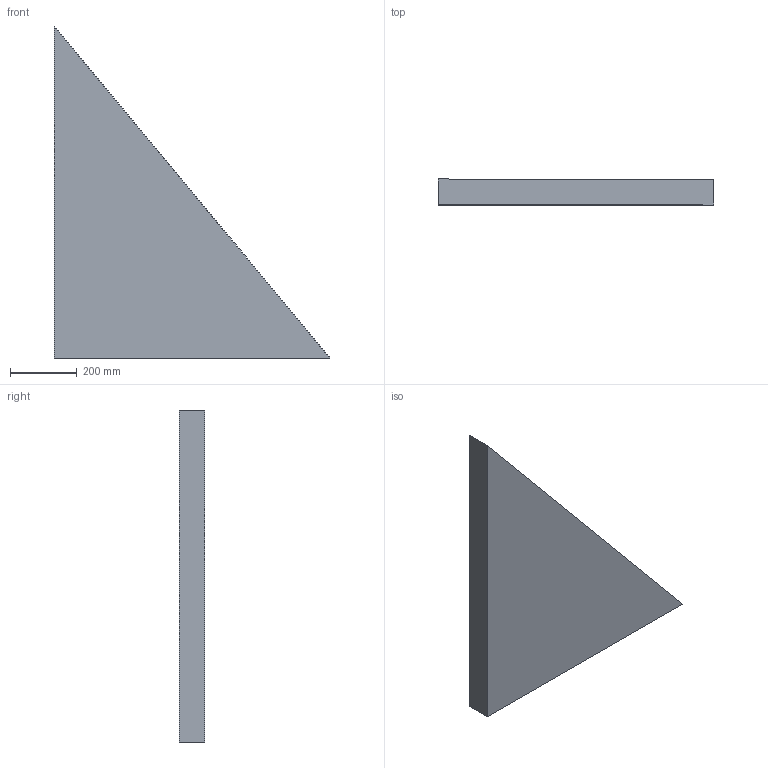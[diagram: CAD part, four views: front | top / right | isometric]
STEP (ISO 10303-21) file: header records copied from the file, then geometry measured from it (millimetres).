
FILE_DESCRIPTION(/* description */ (''),/* implementation_level */ '2;1');
FILE_NAME(/* name */ 'Small (L).step',/* time_stamp */ '2022-11-16T16:12:05-06:00',/* author */ (''),/* organization */ (''),/* preprocessor_version */ 'ST-DEVELOPER v19.2',/* originating_system */ 'Autodesk Translation Framework v11.17.0.187',/* authorisation */ '');
FILE_SCHEMA (('AUTOMOTIVE_DESIGN { 1 0 10303 214 3 1 1 }'));
Length unit declared in the file: inch
Products named in the file (1): Small (L)
Bounding box: 825.5 x 76.2 x 993.47 mm (x, y, z)
Volume: 31246212.4 mm3; surface area: 1057142.1 mm2
Topology: 1 solids, 1 shells, 5 faces, 9 edges, 6 vertices
Faces by surface type: plane 5
Entity records: 158 total; most frequent: DIRECTION 21, CARTESIAN_POINT 21, ORIENTED_EDGE 18, LINE 9, VECTOR 9, EDGE_CURVE 9, VERTEX_POINT 6, AXIS2_PLACEMENT_3D 6
